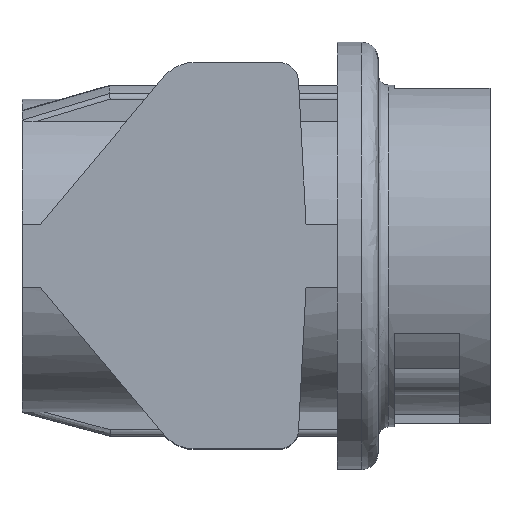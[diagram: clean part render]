
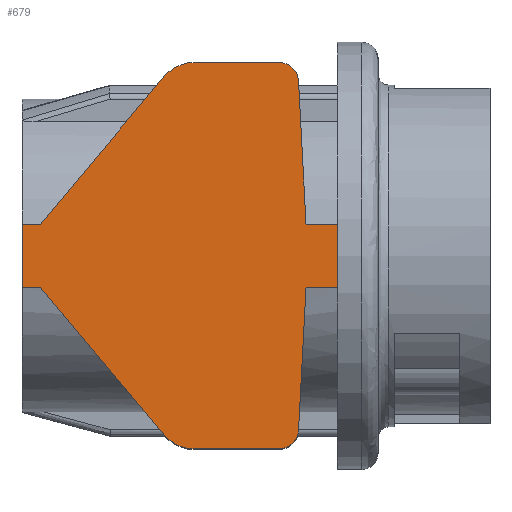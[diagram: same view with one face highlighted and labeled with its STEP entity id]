
A CAD part, top view. The second image highlights one B-rep face of the part: STEP entity #679.
In plain terms, the highlighted planar face has unit normal (0, 0, 1).
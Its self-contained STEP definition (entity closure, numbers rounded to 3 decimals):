
#287=PLANE('',#6736);
#679=ADVANCED_FACE('',(#1114),#287,.T.);
#1114=FACE_OUTER_BOUND('',#1420,.T.);
#1420=EDGE_LOOP('',(#2523,#2524,#2525,#2526,#2527,#2528,#2529,#2530,#2531,
#2532,#2533,#2534,#2535,#2536,#2537,#2538));
#1747=CIRCLE('',#6661,2.);
#1749=CIRCLE('',#6665,2.);
#1750=CIRCLE('',#6668,1.);
#1751=CIRCLE('',#6671,1.);
#2523=ORIENTED_EDGE('',*,*,#4691,.T.);
#2524=ORIENTED_EDGE('',*,*,#4696,.T.);
#2525=ORIENTED_EDGE('',*,*,#4799,.T.);
#2526=ORIENTED_EDGE('',*,*,#4800,.F.);
#2527=ORIENTED_EDGE('',*,*,#4795,.T.);
#2528=ORIENTED_EDGE('',*,*,#4689,.T.);
#2529=ORIENTED_EDGE('',*,*,#4687,.T.);
#2530=ORIENTED_EDGE('',*,*,#4686,.T.);
#2531=ORIENTED_EDGE('',*,*,#4683,.T.);
#2532=ORIENTED_EDGE('',*,*,#4682,.T.);
#2533=ORIENTED_EDGE('',*,*,#4798,.T.);
#2534=ORIENTED_EDGE('',*,*,#4801,.F.);
#2535=ORIENTED_EDGE('',*,*,#4802,.T.);
#2536=ORIENTED_EDGE('',*,*,#4697,.T.);
#2537=ORIENTED_EDGE('',*,*,#4677,.T.);
#2538=ORIENTED_EDGE('',*,*,#4674,.T.);
#3966=VERTEX_POINT('',#9414);
#3967=VERTEX_POINT('',#9416);
#3969=VERTEX_POINT('',#9422);
#3971=VERTEX_POINT('',#9428);
#3972=VERTEX_POINT('',#9430);
#3973=VERTEX_POINT('',#9434);
#3974=VERTEX_POINT('',#9438);
#3975=VERTEX_POINT('',#9442);
#3976=VERTEX_POINT('',#9446);
#3977=VERTEX_POINT('',#9450);
#3980=VERTEX_POINT('',#9458);
#3981=VERTEX_POINT('',#9462);
#4050=VERTEX_POINT('',#9701);
#4051=VERTEX_POINT('',#9704);
#4052=VERTEX_POINT('',#9708);
#4053=VERTEX_POINT('',#9711);
#4674=EDGE_CURVE('',#3967,#3966,#5544,.T.);
#4677=EDGE_CURVE('',#3969,#3967,#1747,.T.);
#4682=EDGE_CURVE('',#3971,#3972,#5550,.T.);
#4683=EDGE_CURVE('',#3973,#3971,#1749,.T.);
#4686=EDGE_CURVE('',#3974,#3973,#5553,.T.);
#4687=EDGE_CURVE('',#3975,#3974,#1750,.T.);
#4689=EDGE_CURVE('',#3976,#3975,#5555,.T.);
#4691=EDGE_CURVE('',#3966,#3977,#1751,.T.);
#4696=EDGE_CURVE('',#3977,#3980,#5560,.T.);
#4697=EDGE_CURVE('',#3981,#3969,#5561,.T.);
#4795=EDGE_CURVE('',#4050,#3976,#5620,.T.);
#4798=EDGE_CURVE('',#3972,#4051,#5623,.T.);
#4799=EDGE_CURVE('',#3980,#4052,#5624,.T.);
#4800=EDGE_CURVE('',#4050,#4052,#5625,.T.);
#4801=EDGE_CURVE('',#4053,#4051,#5626,.T.);
#4802=EDGE_CURVE('',#4053,#3981,#5627,.T.);
#5544=LINE('',#9415,#6116);
#5550=LINE('',#9431,#6122);
#5553=LINE('',#9439,#6125);
#5555=LINE('',#9445,#6127);
#5560=LINE('',#9459,#6132);
#5561=LINE('',#9461,#6133);
#5620=LINE('',#9700,#6192);
#5623=LINE('',#9705,#6195);
#5624=LINE('',#9707,#6196);
#5625=LINE('',#9709,#6197);
#5626=LINE('',#9710,#6198);
#5627=LINE('',#9712,#6199);
#6116=VECTOR('',#7465,1.);
#6122=VECTOR('',#7479,1.);
#6125=VECTOR('',#7488,1.);
#6127=VECTOR('',#7496,1.);
#6132=VECTOR('',#7509,1.);
#6133=VECTOR('',#7512,1.);
#6192=VECTOR('',#7691,1.);
#6195=VECTOR('',#7694,1.);
#6196=VECTOR('',#7697,1.);
#6197=VECTOR('',#7698,1.);
#6198=VECTOR('',#7699,1.);
#6199=VECTOR('',#7700,1.);
#6661=AXIS2_PLACEMENT_3D('',#9421,#7470,#7471);
#6665=AXIS2_PLACEMENT_3D('',#9433,#7482,#7483);
#6668=AXIS2_PLACEMENT_3D('',#9441,#7491,#7492);
#6671=AXIS2_PLACEMENT_3D('',#9449,#7500,#7501);
#6736=AXIS2_PLACEMENT_3D('',#9713,#7701,#7702);
#7465=DIRECTION('',(1.,0.,0.));
#7470=DIRECTION('',(0.,0.,1.));
#7471=DIRECTION('',(-0.766,-0.643,0.));
#7479=DIRECTION('',(-0.643,-0.766,0.));
#7482=DIRECTION('',(0.,0.,1.));
#7483=DIRECTION('',(0.,1.,0.));
#7488=DIRECTION('',(-1.,0.,0.));
#7491=DIRECTION('',(0.,0.,1.));
#7492=DIRECTION('',(0.999,0.052,0.));
#7496=DIRECTION('',(-0.052,0.999,0.));
#7500=DIRECTION('',(0.,0.,1.));
#7501=DIRECTION('',(0.,-1.,0.));
#7509=DIRECTION('',(0.052,0.999,0.));
#7512=DIRECTION('',(0.643,-0.766,0.));
#7691=DIRECTION('',(-1.,0.,0.));
#7694=DIRECTION('',(-1.,0.,0.));
#7697=DIRECTION('',(1.,0.,0.));
#7698=DIRECTION('',(0.,-1.,0.));
#7699=DIRECTION('',(0.,1.,0.));
#7700=DIRECTION('',(1.,0.,0.));
#7701=DIRECTION('',(0.,0.,1.));
#7702=DIRECTION('',(1.,0.,0.));
#9414=CARTESIAN_POINT('',(1.092,-9.5,8.85));
#9415=CARTESIAN_POINT('',(-2.997,-9.5,8.85));
#9416=CARTESIAN_POINT('',(-2.997,-9.5,8.85));
#9421=CARTESIAN_POINT('',(-2.997,-7.5,8.85));
#9422=CARTESIAN_POINT('',(-4.529,-8.786,8.85));
#9428=CARTESIAN_POINT('',(-4.529,8.786,8.85));
#9430=CARTESIAN_POINT('',(-10.6,1.55,8.85));
#9431=CARTESIAN_POINT('',(-4.529,8.786,8.85));
#9433=CARTESIAN_POINT('',(-2.997,7.5,8.85));
#9434=CARTESIAN_POINT('',(-2.997,9.5,8.85));
#9438=CARTESIAN_POINT('',(1.092,9.5,8.85));
#9439=CARTESIAN_POINT('',(1.092,9.5,8.85));
#9441=CARTESIAN_POINT('',(1.092,8.5,8.85));
#9442=CARTESIAN_POINT('',(2.091,8.552,8.85));
#9445=CARTESIAN_POINT('',(2.458,1.55,8.85));
#9446=CARTESIAN_POINT('',(2.458,1.55,8.85));
#9449=CARTESIAN_POINT('',(1.092,-8.5,8.85));
#9450=CARTESIAN_POINT('',(2.091,-8.552,8.85));
#9458=CARTESIAN_POINT('',(2.458,-1.55,8.85));
#9459=CARTESIAN_POINT('',(2.091,-8.552,8.85));
#9461=CARTESIAN_POINT('',(-10.6,-1.55,8.85));
#9462=CARTESIAN_POINT('',(-10.6,-1.55,8.85));
#9700=CARTESIAN_POINT('',(4.,1.55,8.85));
#9701=CARTESIAN_POINT('',(4.,1.55,8.85));
#9704=CARTESIAN_POINT('',(-11.5,1.55,8.85));
#9705=CARTESIAN_POINT('',(-10.6,1.55,8.85));
#9707=CARTESIAN_POINT('',(2.458,-1.55,8.85));
#9708=CARTESIAN_POINT('',(4.,-1.55,8.85));
#9709=CARTESIAN_POINT('',(4.,1.55,8.85));
#9710=CARTESIAN_POINT('',(-11.5,-1.55,8.85));
#9711=CARTESIAN_POINT('',(-11.5,-1.55,8.85));
#9712=CARTESIAN_POINT('',(-11.5,-1.55,8.85));
#9713=CARTESIAN_POINT('',(-11.6,-10.55,8.85));
